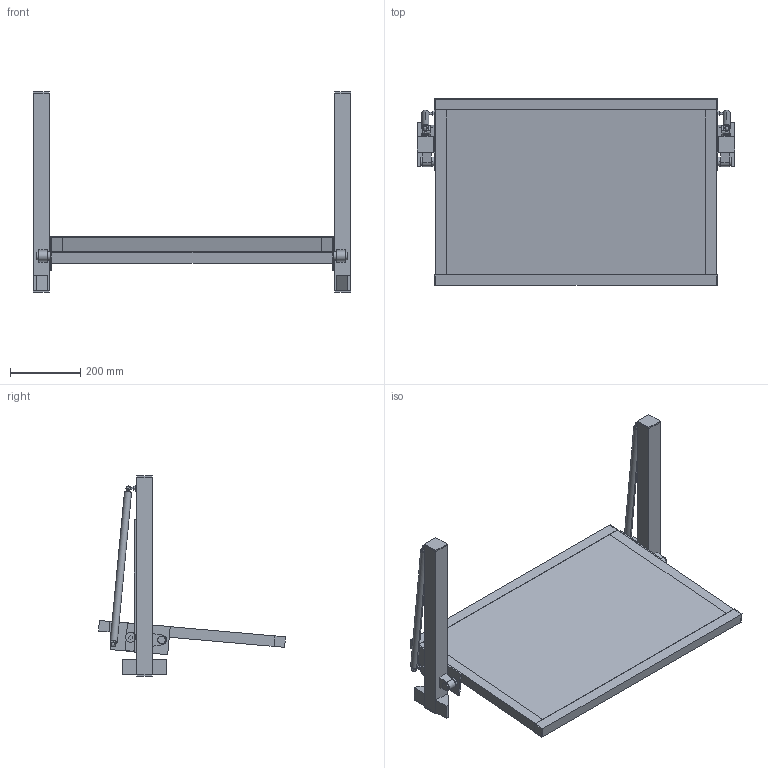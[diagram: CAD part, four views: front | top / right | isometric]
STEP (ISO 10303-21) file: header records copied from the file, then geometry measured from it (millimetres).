
FILE_DESCRIPTION (( 'STEP AP203' ), '1' );
FILE_NAME ('206538409_c_1.STEP', '2023-03-17T14:27:54', ( '' ), ( '' ), 'SwSTEP 2.0', 'SolidWorks 2014', '' );
FILE_SCHEMA (( 'CONFIG_CONTROL_DESIGN' ));
Length unit declared in the file: millimetre
Products named in the file (37): 2022_08_31_14_24_02_0589; 2022_08_31_14_24_01_0964; 2022_08_31_14_24_02_0152; 2022_08_31_14_24_02_0339; 2022_08_31_14_24_02_0527; 2022_08_31_14_24_03_0027; 2022_08_31_14_24_02_0028; 2022_08_31_14_24_02_0933; 2022_08_31_14_24_01_0995; 2022_08_31_14_24_02_0558; 2022_08_31_14_24_01_0623; 2022_08_31_14_24_01_0839; 2022_08_31_14_24_02_0495; 206538409_c_1; 2022_08_31_14_24_02_0902; 2022_08_31_14_24_02_0120; 2022_08_31_14_24_02_0183; 2022_08_31_14_24_02_0964; 2022_08_31_14_24_01_0870; 2022_08_31_14_24_02_0075; 2022_08_31_14_24_02_0308; 2022_08_31_14_24_02_0214; 2022_08_31_14_24_01_0667; 2022_08_31_14_24_02_0995; 2022_08_31_14_24_02_0620; 2022_08_31_14_24_01_0699; 2022_08_31_14_24_02_0870; 2022_08_31_14_24_02_0433; 2022_08_31_14_24_02_0652; 2022_08_31_14_24_01_0730; 2022_08_31_14_24_01_0793; 2022_08_31_14_24_02_0745; 2022_08_31_14_24_01_0761; 2022_08_31_14_24_02_0808; 2022_08_31_14_24_02_0402; 2022_08_31_14_24_02_0777; 2022_08_31_14_24_02_0370
Assembly tree (36 placements, depth 2):
  206538409_c_1
    2022_08_31_14_24_03_0027
    2022_08_31_14_24_02_0995
    2022_08_31_14_24_02_0964
    2022_08_31_14_24_02_0933
    2022_08_31_14_24_02_0902
    2022_08_31_14_24_02_0870
    2022_08_31_14_24_02_0808
    2022_08_31_14_24_02_0777
    2022_08_31_14_24_02_0745
    2022_08_31_14_24_02_0652
    2022_08_31_14_24_02_0620
    2022_08_31_14_24_02_0589
    2022_08_31_14_24_02_0558
    2022_08_31_14_24_02_0527
    2022_08_31_14_24_02_0495
    2022_08_31_14_24_02_0433
    2022_08_31_14_24_02_0402
    2022_08_31_14_24_02_0370
    2022_08_31_14_24_02_0339
    2022_08_31_14_24_02_0308
    2022_08_31_14_24_02_0214
    2022_08_31_14_24_02_0183
    2022_08_31_14_24_02_0152
    2022_08_31_14_24_02_0120
    2022_08_31_14_24_02_0075
    2022_08_31_14_24_02_0028
    2022_08_31_14_24_01_0995
    2022_08_31_14_24_01_0964
    2022_08_31_14_24_01_0870
    2022_08_31_14_24_01_0839
    2022_08_31_14_24_01_0793
    2022_08_31_14_24_01_0761
    2022_08_31_14_24_01_0730
    2022_08_31_14_24_01_0699
    2022_08_31_14_24_01_0667
    2022_08_31_14_24_01_0623
Bounding box: 900 x 530.6 x 568 mm (x, y, z)
Volume: 12100558.4 mm3; surface area: 1547166.6 mm2
Topology: 36 solids, 36 shells, 332 faces, 694 edges, 453 vertices
Faces by surface type: plane 272, cylinder 52, bspline 8
Entity records: 13373 total; most frequent: CARTESIAN_POINT 2230, DIRECTION 1522, ORIENTED_EDGE 1376, EDGE_CURVE 688, LINE 548, VECTOR 548, AXIS2_PLACEMENT_3D 487, VERTEX_POINT 453
